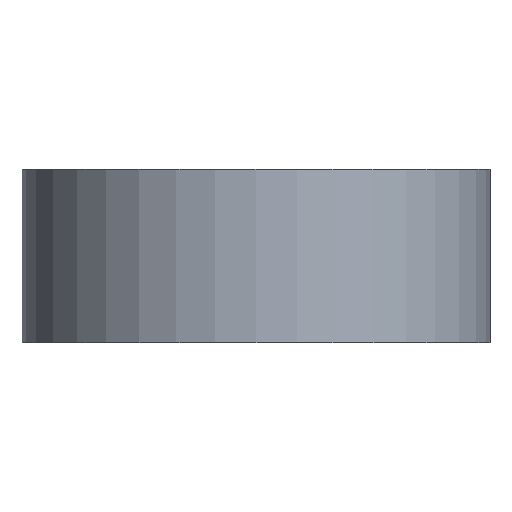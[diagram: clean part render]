
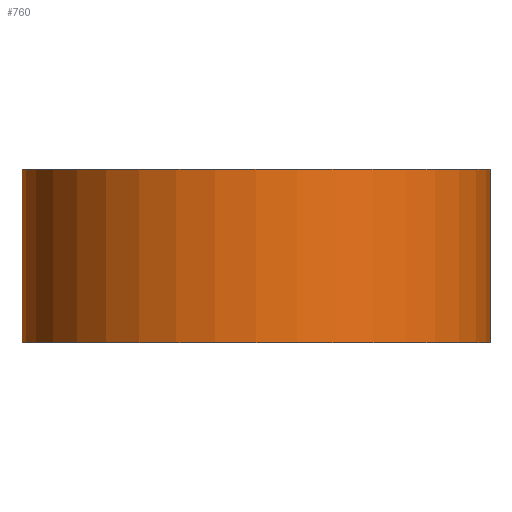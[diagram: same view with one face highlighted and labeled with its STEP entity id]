
A CAD part, front view. The second image highlights one B-rep face of the part: STEP entity #760.
In plain terms, the highlighted cylindrical face has radius 27 mm (diameter 54 mm), a partial arc.
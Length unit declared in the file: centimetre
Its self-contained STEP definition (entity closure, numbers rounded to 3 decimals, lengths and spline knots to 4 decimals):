
#126=VECTOR('',#1226,1.);
#128=VECTOR('',#1230,1.);
#152=LINE('',#1034,#126);
#154=LINE('',#1037,#128);
#199=CYLINDRICAL_SURFACE('',#855,2.7);
#204=VERTEX_POINT('',#869);
#205=VERTEX_POINT('',#870);
#220=VERTEX_POINT('',#904);
#221=VERTEX_POINT('',#905);
#266=CIRCLE('',#770,2.7);
#275=CIRCLE('',#782,2.7);
#314=EDGE_CURVE('',#204,#205,#266,.T.);
#330=EDGE_CURVE('',#220,#221,#275,.T.);
#381=EDGE_CURVE('',#205,#220,#152,.T.);
#383=EDGE_CURVE('',#221,#204,#154,.T.);
#515=ORIENTED_EDGE('',*,*,#330,.T.);
#516=ORIENTED_EDGE('',*,*,#383,.T.);
#517=ORIENTED_EDGE('',*,*,#314,.T.);
#518=ORIENTED_EDGE('',*,*,#381,.T.);
#616=EDGE_LOOP('',(#515,#516,#517,#518));
#708=FACE_BOUND('',#616,.T.);
#760=ADVANCED_FACE('',(#708),#199,.T.);
#770=AXIS2_PLACEMENT_3D('',#868,#1053,#1054);
#782=AXIS2_PLACEMENT_3D('',#903,#1083,#1084);
#855=AXIS2_PLACEMENT_3D('',#1036,#1228,#1229);
#868=CARTESIAN_POINT('',(0.,-4.2425,-1.));
#869=CARTESIAN_POINT('',(-2.7,-4.2425,-1.));
#870=CARTESIAN_POINT('',(2.7,-4.2425,-1.));
#903=CARTESIAN_POINT('',(0.,-4.2425,1.));
#904=CARTESIAN_POINT('',(2.7,-4.2425,1.));
#905=CARTESIAN_POINT('',(-2.7,-4.2425,1.));
#1034=CARTESIAN_POINT('',(2.7,-4.2425,-1.));
#1036=CARTESIAN_POINT('',(0.,-4.2425,-1.));
#1037=CARTESIAN_POINT('',(-2.7,-4.2425,-1.));
#1053=DIRECTION('',(0.,0.,1.));
#1054=DIRECTION('',(1.909,-1.909,0.));
#1083=DIRECTION('',(0.,0.,-1.));
#1084=DIRECTION('',(-1.909,-1.909,0.));
#1226=DIRECTION('',(0.,0.,1.));
#1228=DIRECTION('',(0.,0.,1.));
#1229=DIRECTION('',(-1.909,-1.909,0.));
#1230=DIRECTION('',(0.,0.,-1.));
